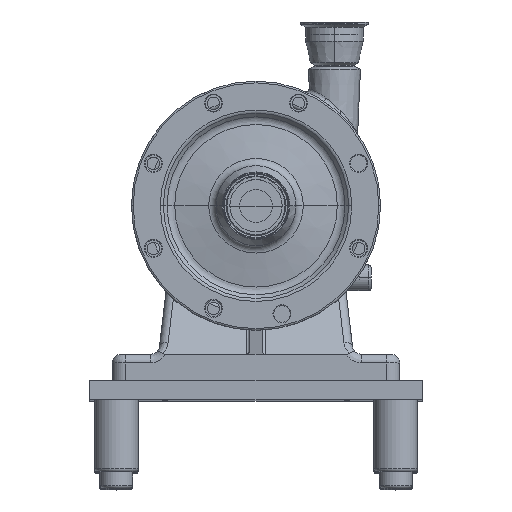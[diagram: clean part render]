
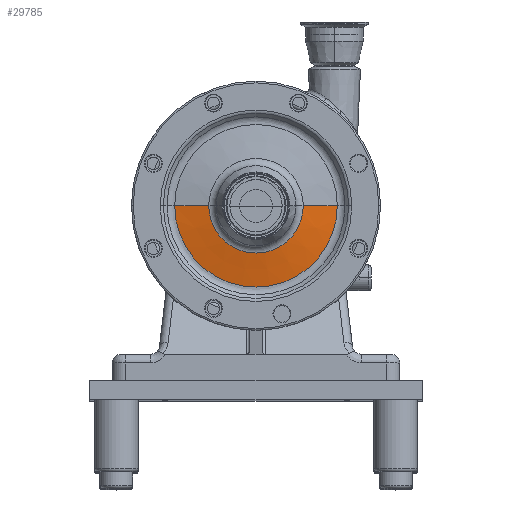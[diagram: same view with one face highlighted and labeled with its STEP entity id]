
A CAD part, top view. The second image highlights one B-rep face of the part: STEP entity #29785.
In plain terms, the highlighted conical face has half-angle 80 degrees and reference radius 93.263 mm.
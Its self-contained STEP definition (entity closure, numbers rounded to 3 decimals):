
#499 = CONICAL_SURFACE ( 'NONE', #18502, 93.264, 1.396 ) ;
#870 = DIRECTION ( 'NONE',  ( 1., 0., 0. ) ) ;
#1815 = DIRECTION ( 'NONE',  ( 0., 0., -1. ) ) ;
#1851 = EDGE_LOOP ( 'NONE', ( #10015, #3763, #27074, #5327 ) ) ;
#2709 = DIRECTION ( 'NONE',  ( 0.985, 0., -0.174 ) ) ;
#3763 = ORIENTED_EDGE ( 'NONE', *, *, #18229, .F. ) ;
#4239 = VERTEX_POINT ( 'NONE', #28806 ) ;
#5327 = ORIENTED_EDGE ( 'NONE', *, *, #16328, .T. ) ;
#5341 = DIRECTION ( 'NONE',  ( -0.985, 0., -0.174 ) ) ;
#5657 = CARTESIAN_POINT ( 'NONE',  ( -93.264, 0., 26.512 ) ) ;
#8558 = VERTEX_POINT ( 'NONE', #17369 ) ;
#9216 = DIRECTION ( 'NONE',  ( -1., 0., 0. ) ) ;
#10015 = ORIENTED_EDGE ( 'NONE', *, *, #13617, .F. ) ;
#10507 = CARTESIAN_POINT ( 'NONE',  ( 0., 0., 33.389 ) ) ;
#10524 = DIRECTION ( 'NONE',  ( 1., 0., 0. ) ) ;
#10709 = AXIS2_PLACEMENT_3D ( 'NONE', #10507, #25395, #870 ) ;
#10915 = EDGE_CURVE ( 'NONE', #4239, #8558, #27466, .T. ) ;
#11162 = CARTESIAN_POINT ( 'NONE',  ( 0., 0., 26.512 ) ) ;
#11775 = CARTESIAN_POINT ( 'NONE',  ( 93.264, 0., 26.512 ) ) ;
#13617 = EDGE_CURVE ( 'NONE', #25787, #16005, #15568, .T. ) ;
#14050 = FACE_OUTER_BOUND ( 'NONE', #1851, .T. ) ;
#14937 = CARTESIAN_POINT ( 'NONE',  ( 93.264, 0., 26.512 ) ) ;
#15568 = LINE ( 'NONE', #14937, #16249 ) ;
#16005 = VERTEX_POINT ( 'NONE', #11775 ) ;
#16249 = VECTOR ( 'NONE', #2709, 1000. ) ;
#16328 = EDGE_CURVE ( 'NONE', #8558, #16005, #27170, .T. ) ;
#17369 = CARTESIAN_POINT ( 'NONE',  ( -93.264, 0., 26.512 ) ) ;
#18229 = EDGE_CURVE ( 'NONE', #4239, #25787, #25199, .T. ) ;
#18502 = AXIS2_PLACEMENT_3D ( 'NONE', #23924, #1815, #9216 ) ;
#18695 = VECTOR ( 'NONE', #5341, 1000. ) ;
#21013 = DIRECTION ( 'NONE',  ( 0., 0., 1. ) ) ;
#23924 = CARTESIAN_POINT ( 'NONE',  ( 0., 0., 26.512 ) ) ;
#25199 = CIRCLE ( 'NONE', #10709, 54.264 ) ;
#25395 = DIRECTION ( 'NONE',  ( 0., 0., 1. ) ) ;
#25787 = VERTEX_POINT ( 'NONE', #26275 ) ;
#26275 = CARTESIAN_POINT ( 'NONE',  ( 54.264, 0., 33.389 ) ) ;
#27074 = ORIENTED_EDGE ( 'NONE', *, *, #10915, .T. ) ;
#27170 = CIRCLE ( 'NONE', #30248, 93.264 ) ;
#27466 = LINE ( 'NONE', #5657, #18695 ) ;
#28806 = CARTESIAN_POINT ( 'NONE',  ( -54.264, 0., 33.389 ) ) ;
#29785 = ADVANCED_FACE ( 'NONE', ( #14050 ), #499, .T. ) ;
#30248 = AXIS2_PLACEMENT_3D ( 'NONE', #11162, #21013, #10524 ) ;
